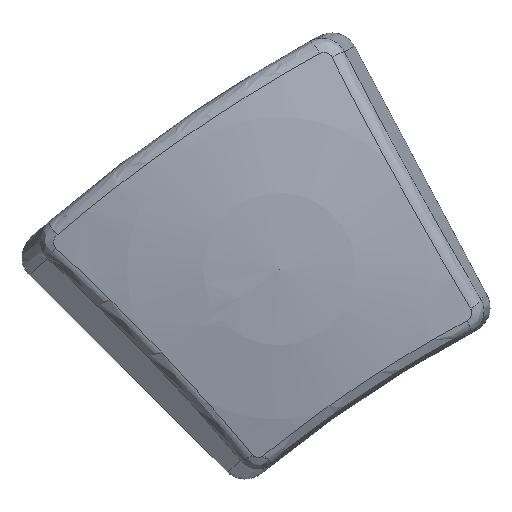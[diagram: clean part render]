
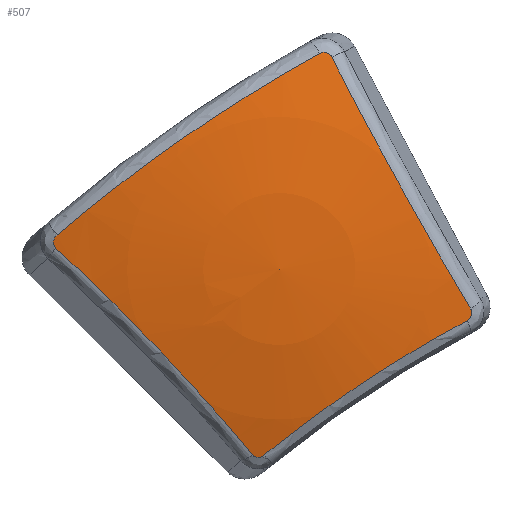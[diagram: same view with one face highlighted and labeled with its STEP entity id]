
A CAD part, top view. The second image highlights one B-rep face of the part: STEP entity #507.
In plain terms, the highlighted spherical face has radius 52.011 mm.
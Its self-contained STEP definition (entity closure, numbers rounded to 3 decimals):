
#361=CARTESIAN_POINT('',(169.29,-92.316,-44.056));
#362=DIRECTION('',(0.061,-0.085,0.995));
#363=DIRECTION('',(-0.809,-0.588,0.));
#364=AXIS2_PLACEMENT_3D('',#361,#362,#363);
#365=SPHERICAL_SURFACE('',#364,52.011);
#366=CARTESIAN_POINT('',(172.487,-96.714,7.67));
#367=VERTEX_POINT('',#366);
#368=CARTESIAN_POINT('',(165.535,-101.677,6.968));
#369=VERTEX_POINT('',#368);
#370=CARTESIAN_POINT('',(169.29,-92.316,-44.056));
#371=DIRECTION('',(0.585,-0.804,-0.105));
#372=DIRECTION('',(-0.809,-0.588,0.));
#373=AXIS2_PLACEMENT_3D('',#370,#371,#372);
#374=CIRCLE('',#373,52.011);
#375=EDGE_CURVE('',#367,#369,#374,.T.);
#376=ORIENTED_EDGE('',*,*,#375,.T.);
#377=CARTESIAN_POINT('',(170.88,-107.69,5.605));
#378=VERTEX_POINT('',#377);
#379=CARTESIAN_POINT('',(151.947,-109.76,-35.104));
#380=DIRECTION('',(0.663,0.666,-0.342));
#381=DIRECTION('',(-0.709,0.705,0.));
#382=AXIS2_PLACEMENT_3D('',#379,#380,#381);
#383=CIRCLE('',#382,44.944);
#384=EDGE_CURVE('',#369,#378,#383,.T.);
#385=ORIENTED_EDGE('',*,*,#384,.T.);
#386=CARTESIAN_POINT('',(171.566,-107.715,5.571));
#387=VERTEX_POINT('',#386);
#388=CARTESIAN_POINT('',(170.88,-107.69,5.605));
#389=CARTESIAN_POINT('',(170.921,-107.739,5.589));
#390=CARTESIAN_POINT('',(170.971,-107.778,5.575));
#391=CARTESIAN_POINT('',(171.029,-107.804,5.565));
#392=CARTESIAN_POINT('',(171.087,-107.831,5.554));
#393=CARTESIAN_POINT('',(171.15,-107.845,5.548));
#394=CARTESIAN_POINT('',(171.214,-107.845,5.545));
#395=CARTESIAN_POINT('',(171.343,-107.846,5.54));
#396=CARTESIAN_POINT('',(171.467,-107.795,5.55));
#397=CARTESIAN_POINT('',(171.566,-107.715,5.571));
#398=B_SPLINE_CURVE_WITH_KNOTS('',3,(#388,#389,#390,#391,#392,#393,#394,#395,#396,#397),.UNSPECIFIED.,.F.,.F.,(4,3,3,4),(0.,0.,0.,0.001),.UNSPECIFIED.);
#399=EDGE_CURVE('',#378,#387,#398,.T.);
#400=ORIENTED_EDGE('',*,*,#399,.T.);
#401=CARTESIAN_POINT('',(183.601,-99.752,5.391));
#402=VERTEX_POINT('',#401);
#403=CARTESIAN_POINT('',(171.566,-107.715,5.571));
#404=CARTESIAN_POINT('',(173.452,-106.198,5.955));
#405=CARTESIAN_POINT('',(175.399,-104.777,6.127));
#406=CARTESIAN_POINT('',(177.405,-103.45,6.097));
#407=CARTESIAN_POINT('',(179.411,-102.123,6.067));
#408=CARTESIAN_POINT('',(181.476,-100.89,5.835));
#409=CARTESIAN_POINT('',(183.601,-99.752,5.391));
#410=B_SPLINE_CURVE_WITH_KNOTS('',3,(#403,#404,#405,#406,#407,#408,#409),.UNSPECIFIED.,.F.,.F.,(4,3,4),(0.,0.007,0.014),.UNSPECIFIED.);
#411=EDGE_CURVE('',#387,#402,#410,.T.);
#412=ORIENTED_EDGE('',*,*,#411,.T.);
#413=CARTESIAN_POINT('',(183.811,-99.062,5.429));
#414=VERTEX_POINT('',#413);
#415=CARTESIAN_POINT('',(183.601,-99.752,5.391));
#416=CARTESIAN_POINT('',(183.66,-99.72,5.379));
#417=CARTESIAN_POINT('',(183.714,-99.677,5.37));
#418=CARTESIAN_POINT('',(183.758,-99.626,5.365));
#419=CARTESIAN_POINT('',(183.802,-99.574,5.359));
#420=CARTESIAN_POINT('',(183.836,-99.514,5.358));
#421=CARTESIAN_POINT('',(183.856,-99.449,5.361));
#422=CARTESIAN_POINT('',(183.876,-99.385,5.365));
#423=CARTESIAN_POINT('',(183.883,-99.316,5.373));
#424=CARTESIAN_POINT('',(183.875,-99.249,5.384));
#425=CARTESIAN_POINT('',(183.867,-99.183,5.396));
#426=CARTESIAN_POINT('',(183.845,-99.119,5.411));
#427=CARTESIAN_POINT('',(183.811,-99.062,5.429));
#428=B_SPLINE_CURVE_WITH_KNOTS('',3,(#415,#416,#417,#418,#419,#420,#421,#422,#423,#424,#425,#426,#427),.UNSPECIFIED.,.F.,.F.,(4,3,3,3,4),(0.,0.,0.,0.001,0.001),.UNSPECIFIED.);
#429=EDGE_CURVE('',#402,#414,#428,.T.);
#430=ORIENTED_EDGE('',*,*,#429,.T.);
#431=CARTESIAN_POINT('',(175.576,-84.134,6.921));
#432=VERTEX_POINT('',#431);
#433=CARTESIAN_POINT('',(185.029,-83.948,-40.913));
#434=DIRECTION('',(-0.87,-0.462,-0.174));
#435=DIRECTION('',(0.469,-0.883,-0.));
#436=AXIS2_PLACEMENT_3D('',#433,#434,#435);
#437=CIRCLE('',#436,48.76);
#438=EDGE_CURVE('',#414,#432,#437,.T.);
#439=ORIENTED_EDGE('',*,*,#438,.T.);
#440=CARTESIAN_POINT('',(174.865,-83.935,6.972));
#441=VERTEX_POINT('',#440);
#442=CARTESIAN_POINT('',(175.576,-84.134,6.921));
#443=CARTESIAN_POINT('',(175.544,-84.072,6.915));
#444=CARTESIAN_POINT('',(175.499,-84.018,6.912));
#445=CARTESIAN_POINT('',(175.445,-83.975,6.911));
#446=CARTESIAN_POINT('',(175.392,-83.932,6.911));
#447=CARTESIAN_POINT('',(175.328,-83.901,6.913));
#448=CARTESIAN_POINT('',(175.262,-83.884,6.918));
#449=CARTESIAN_POINT('',(175.195,-83.866,6.923));
#450=CARTESIAN_POINT('',(175.126,-83.862,6.93));
#451=CARTESIAN_POINT('',(175.058,-83.871,6.94));
#452=CARTESIAN_POINT('',(174.99,-83.881,6.949));
#453=CARTESIAN_POINT('',(174.925,-83.902,6.96));
#454=CARTESIAN_POINT('',(174.865,-83.935,6.972));
#455=B_SPLINE_CURVE_WITH_KNOTS('',3,(#442,#443,#444,#445,#446,#447,#448,#449,#450,#451,#452,#453,#454),.UNSPECIFIED.,.F.,.F.,(4,3,3,3,4),(0.,0.,0.,0.001,0.001),.UNSPECIFIED.);
#456=EDGE_CURVE('',#432,#441,#455,.T.);
#457=ORIENTED_EDGE('',*,*,#456,.T.);
#458=CARTESIAN_POINT('',(159.311,-94.68,6.934));
#459=VERTEX_POINT('',#458);
#460=CARTESIAN_POINT('',(174.865,-83.935,6.972));
#461=CARTESIAN_POINT('',(174.175,-84.316,7.109));
#462=CARTESIAN_POINT('',(173.489,-84.706,7.23));
#463=CARTESIAN_POINT('',(172.805,-85.107,7.333));
#464=CARTESIAN_POINT('',(172.121,-85.507,7.436));
#465=CARTESIAN_POINT('',(171.44,-85.917,7.521));
#466=CARTESIAN_POINT('',(170.766,-86.334,7.589));
#467=CARTESIAN_POINT('',(169.419,-87.169,7.724));
#468=CARTESIAN_POINT('',(168.097,-88.035,7.789));
#469=CARTESIAN_POINT('',(166.8,-88.931,7.785));
#470=CARTESIAN_POINT('',(165.503,-89.828,7.781));
#471=CARTESIAN_POINT('',(164.23,-90.756,7.709));
#472=CARTESIAN_POINT('',(162.982,-91.714,7.567));
#473=CARTESIAN_POINT('',(161.734,-92.672,7.426));
#474=CARTESIAN_POINT('',(160.51,-93.661,7.216));
#475=CARTESIAN_POINT('',(159.311,-94.68,6.934));
#476=B_SPLINE_CURVE_WITH_KNOTS('',3,(#460,#461,#462,#463,#464,#465,#466,#467,#468,#469,#470,#471,#472,#473,#474,#475),.UNSPECIFIED.,.F.,.F.,(4,3,3,3,3,4),(0.,0.002,0.005,0.009,0.014,0.019),.UNSPECIFIED.);
#477=EDGE_CURVE('',#441,#459,#476,.T.);
#478=ORIENTED_EDGE('',*,*,#477,.T.);
#479=CARTESIAN_POINT('',(159.239,-95.463,6.877));
#480=VERTEX_POINT('',#479);
#481=CARTESIAN_POINT('',(159.311,-94.68,6.934));
#482=CARTESIAN_POINT('',(159.199,-94.776,6.907));
#483=CARTESIAN_POINT('',(159.118,-94.91,6.885));
#484=CARTESIAN_POINT('',(159.099,-95.058,6.873));
#485=CARTESIAN_POINT('',(159.089,-95.132,6.867));
#486=CARTESIAN_POINT('',(159.095,-95.208,6.864));
#487=CARTESIAN_POINT('',(159.119,-95.278,6.864));
#488=CARTESIAN_POINT('',(159.131,-95.313,6.865));
#489=CARTESIAN_POINT('',(159.148,-95.347,6.866));
#490=CARTESIAN_POINT('',(159.168,-95.378,6.868));
#491=CARTESIAN_POINT('',(159.188,-95.41,6.87));
#492=CARTESIAN_POINT('',(159.212,-95.438,6.873));
#493=CARTESIAN_POINT('',(159.239,-95.463,6.877));
#494=B_SPLINE_CURVE_WITH_KNOTS('',3,(#481,#482,#483,#484,#485,#486,#487,#488,#489,#490,#491,#492,#493),.UNSPECIFIED.,.F.,.F.,(4,3,3,3,4),(0.,0.,0.001,0.001,0.001),.UNSPECIFIED.);
#495=EDGE_CURVE('',#459,#480,#494,.T.);
#496=ORIENTED_EDGE('',*,*,#495,.T.);
#497=CARTESIAN_POINT('',(151.947,-109.76,-35.104));
#498=DIRECTION('',(0.663,0.666,-0.342));
#499=DIRECTION('',(-0.709,0.705,0.));
#500=AXIS2_PLACEMENT_3D('',#497,#498,#499);
#501=CIRCLE('',#500,44.944);
#502=EDGE_CURVE('',#480,#369,#501,.T.);
#503=ORIENTED_EDGE('',*,*,#502,.T.);
#504=ORIENTED_EDGE('',*,*,#375,.F.);
#505=EDGE_LOOP('',(#376,#385,#400,#412,#430,#439,#457,#478,#496,#503,#504));
#506=FACE_BOUND('',#505,.T.);
#507=ADVANCED_FACE('',(#506),#365,.T.);
